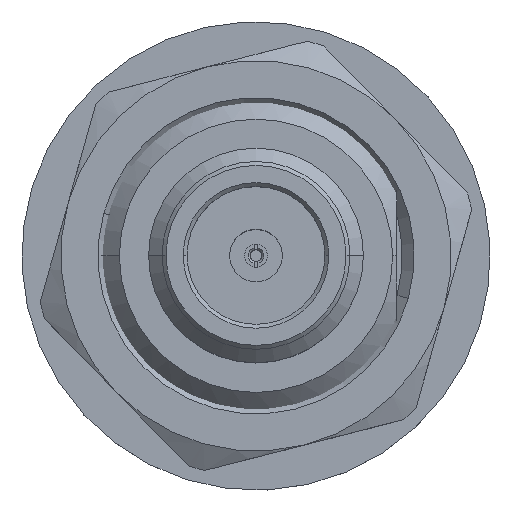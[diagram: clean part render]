
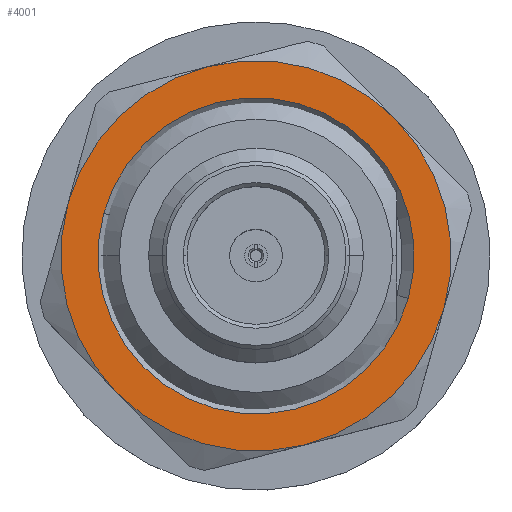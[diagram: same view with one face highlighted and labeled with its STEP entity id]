
A CAD part, top view. The second image highlights one B-rep face of the part: STEP entity #4001.
In plain terms, the highlighted planar face has unit normal (0, 0, 1).
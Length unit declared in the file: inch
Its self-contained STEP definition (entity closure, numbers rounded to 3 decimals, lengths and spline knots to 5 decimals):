
#2 = ORIENTED_EDGE ( 'NONE', *, *, #5801, .T. ) ;
#205 = ORIENTED_EDGE ( 'NONE', *, *, #3342, .T. ) ;
#246 = CIRCLE ( 'NONE', #1527, 0.19685 ) ;
#394 = CARTESIAN_POINT ( 'NONE',  ( -0.12797, -0.13849, 1.09231 ) ) ;
#513 = CARTESIAN_POINT ( 'NONE',  ( 0.16636, -0.04397, 1.09231 ) ) ;
#616 = AXIS2_PLACEMENT_3D ( 'NONE', #1948, #4857, #2960 ) ;
#697 = VERTEX_POINT ( 'NONE', #513 ) ;
#833 = DIRECTION ( 'NONE',  ( 0.963, -0.27, 0. ) ) ;
#863 = DIRECTION ( 'NONE',  ( 0.963, -0.27, 0. ) ) ;
#955 = CARTESIAN_POINT ( 'NONE',  ( 0.01283, -0.00092, 1.09231 ) ) ;
#964 = DIRECTION ( 'NONE',  ( 0., 0., 1. ) ) ;
#1123 = CIRCLE ( 'NONE', #1430, 0.19685 ) ;
#1173 = EDGE_LOOP ( 'NONE', ( #2, #5551, #2381, #4122, #205, #5185 ) ) ;
#1245 = CIRCLE ( 'NONE', #5791, 0.19685 ) ;
#1296 = AXIS2_PLACEMENT_3D ( 'NONE', #4681, #964, #4746 ) ;
#1320 = CARTESIAN_POINT ( 'NONE',  ( 0.01283, -0.00092, 1.09231 ) ) ;
#1352 = DIRECTION ( 'NONE',  ( 0.963, -0.27, 0. ) ) ;
#1389 = CIRCLE ( 'NONE', #616, 0.19685 ) ;
#1419 = CARTESIAN_POINT ( 'NONE',  ( 0.20237, -0.05406, 1.09231 ) ) ;
#1430 = AXIS2_PLACEMENT_3D ( 'NONE', #1526, #2480, #4366 ) ;
#1462 = DIRECTION ( 'NONE',  ( 0., 0., 1. ) ) ;
#1526 = CARTESIAN_POINT ( 'NONE',  ( 0.01283, -0.00092, 1.09231 ) ) ;
#1527 = AXIS2_PLACEMENT_3D ( 'NONE', #5067, #4204, #833 ) ;
#1561 = ORIENTED_EDGE ( 'NONE', *, *, #2660, .T. ) ;
#1662 = CIRCLE ( 'NONE', #5693, 0.15945 ) ;
#1818 = CARTESIAN_POINT ( 'NONE',  ( 0.15363, 0.13666, 1.09231 ) ) ;
#1948 = CARTESIAN_POINT ( 'NONE',  ( 0.01283, -0.00092, 1.09231 ) ) ;
#1957 = AXIS2_PLACEMENT_3D ( 'NONE', #1320, #3193, #1352 ) ;
#2110 = VERTEX_POINT ( 'NONE', #5376 ) ;
#2166 = CARTESIAN_POINT ( 'NONE',  ( 0.06157, -0.19164, 1.09231 ) ) ;
#2216 = CARTESIAN_POINT ( 'NONE',  ( 0.01283, -0.00092, 1.09231 ) ) ;
#2246 = EDGE_CURVE ( 'NONE', #2110, #3020, #246, .T. ) ;
#2369 = EDGE_CURVE ( 'NONE', #4568, #3543, #1123, .T. ) ;
#2381 = ORIENTED_EDGE ( 'NONE', *, *, #5943, .T. ) ;
#2420 = DIRECTION ( 'NONE',  ( 0.963, -0.27, 0. ) ) ;
#2480 = DIRECTION ( 'NONE',  ( 0., 0., 1. ) ) ;
#2660 = EDGE_CURVE ( 'NONE', #697, #4102, #5146, .T. ) ;
#2681 = VERTEX_POINT ( 'NONE', #1419 ) ;
#2887 = AXIS2_PLACEMENT_3D ( 'NONE', #3808, #1462, #863 ) ;
#2960 = DIRECTION ( 'NONE',  ( 0.963, -0.27, 0. ) ) ;
#2982 = CARTESIAN_POINT ( 'NONE',  ( -0.17671, 0.05223, 1.09231 ) ) ;
#3020 = VERTEX_POINT ( 'NONE', #2982 ) ;
#3193 = DIRECTION ( 'NONE',  ( 0., 0., 1. ) ) ;
#3327 = DIRECTION ( 'NONE',  ( 0.963, -0.27, 0. ) ) ;
#3342 = EDGE_CURVE ( 'NONE', #3020, #4568, #5054, .T. ) ;
#3543 = VERTEX_POINT ( 'NONE', #2166 ) ;
#3729 = DIRECTION ( 'NONE',  ( 0.963, -0.27, 0. ) ) ;
#3808 = CARTESIAN_POINT ( 'NONE',  ( 0.01283, -0.00092, 1.09231 ) ) ;
#3825 = PLANE ( 'NONE',  #1957 ) ;
#3929 = DIRECTION ( 'NONE',  ( 0., 0., 1. ) ) ;
#3946 = VERTEX_POINT ( 'NONE', #1818 ) ;
#4001 = ADVANCED_FACE ( 'NONE', ( #4760, #5577 ), #3825, .T. ) ;
#4039 = CIRCLE ( 'NONE', #2887, 0.19685 ) ;
#4102 = VERTEX_POINT ( 'NONE', #5763 ) ;
#4122 = ORIENTED_EDGE ( 'NONE', *, *, #2246, .T. ) ;
#4204 = DIRECTION ( 'NONE',  ( 0., 0., 1. ) ) ;
#4366 = DIRECTION ( 'NONE',  ( 0.963, -0.27, 0. ) ) ;
#4374 = AXIS2_PLACEMENT_3D ( 'NONE', #2216, #4602, #3729 ) ;
#4568 = VERTEX_POINT ( 'NONE', #394 ) ;
#4602 = DIRECTION ( 'NONE',  ( 0., 0., -1. ) ) ;
#4681 = CARTESIAN_POINT ( 'NONE',  ( 0.01283, -0.00092, 1.09231 ) ) ;
#4746 = DIRECTION ( 'NONE',  ( 0.963, -0.27, 0. ) ) ;
#4760 = FACE_BOUND ( 'NONE', #5123, .T. ) ;
#4857 = DIRECTION ( 'NONE',  ( 0., 0., 1. ) ) ;
#4890 = CARTESIAN_POINT ( 'NONE',  ( 0.01283, -0.00092, 1.09231 ) ) ;
#5054 = CIRCLE ( 'NONE', #1296, 0.19685 ) ;
#5067 = CARTESIAN_POINT ( 'NONE',  ( 0.01283, -0.00092, 1.09231 ) ) ;
#5123 = EDGE_LOOP ( 'NONE', ( #1561, #5914 ) ) ;
#5146 = CIRCLE ( 'NONE', #4374, 0.15945 ) ;
#5185 = ORIENTED_EDGE ( 'NONE', *, *, #2369, .T. ) ;
#5376 = CARTESIAN_POINT ( 'NONE',  ( -0.03591, 0.1898, 1.09231 ) ) ;
#5551 = ORIENTED_EDGE ( 'NONE', *, *, #6028, .T. ) ;
#5577 = FACE_OUTER_BOUND ( 'NONE', #1173, .T. ) ;
#5615 = DIRECTION ( 'NONE',  ( 0., 0., -1. ) ) ;
#5693 = AXIS2_PLACEMENT_3D ( 'NONE', #955, #5615, #3327 ) ;
#5763 = CARTESIAN_POINT ( 'NONE',  ( -0.1407, 0.04213, 1.09231 ) ) ;
#5791 = AXIS2_PLACEMENT_3D ( 'NONE', #4890, #3929, #2420 ) ;
#5801 = EDGE_CURVE ( 'NONE', #3543, #2681, #1389, .T. ) ;
#5914 = ORIENTED_EDGE ( 'NONE', *, *, #5970, .T. ) ;
#5943 = EDGE_CURVE ( 'NONE', #3946, #2110, #4039, .T. ) ;
#5970 = EDGE_CURVE ( 'NONE', #4102, #697, #1662, .T. ) ;
#6028 = EDGE_CURVE ( 'NONE', #2681, #3946, #1245, .T. ) ;
